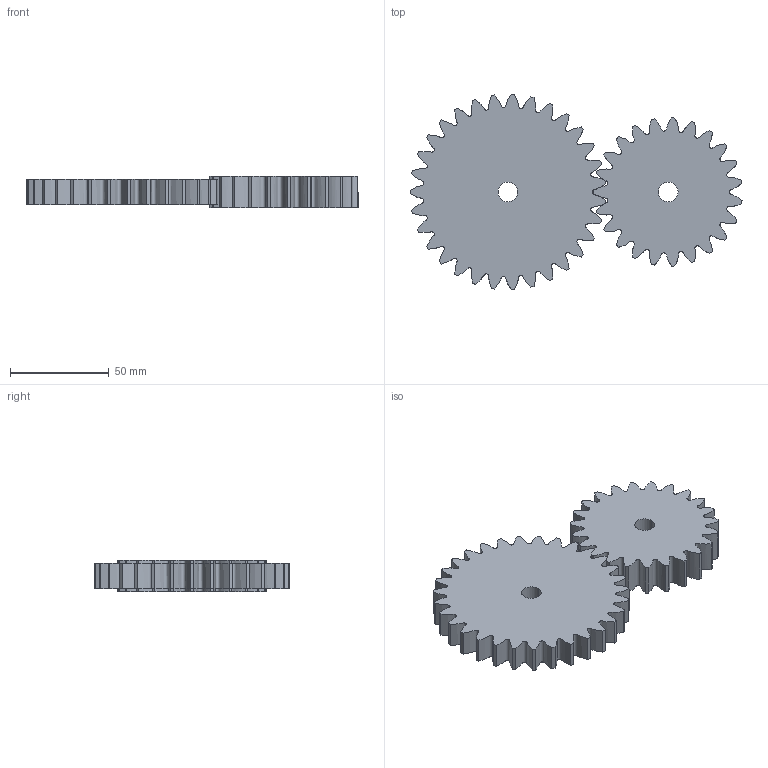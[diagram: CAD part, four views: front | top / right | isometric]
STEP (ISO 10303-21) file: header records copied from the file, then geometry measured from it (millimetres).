
FILE_DESCRIPTION (( 'STEP AP214' ), '1' );
FILE_NAME ('8.STEP', '2025-07-07T06:37:46', ( '' ), ( '' ), 'SwSTEP 2.0', 'SolidWorks 2022', '' );
FILE_SCHEMA (( 'AUTOMOTIVE_DESIGN' ));
Length unit declared in the file: millimetre
Products named in the file (3): SpurGear2_GearTrax; SpurGear1_GearTrax; 8
Assembly tree (2 placements, depth 2):
  8
    SpurGear1_GearTrax
    SpurGear2_GearTrax
Bounding box: 167.75 x 98.9 x 16 mm (x, y, z)
Volume: 137331.4 mm3; surface area: 35150.4 mm2
Topology: 2 solids, 2 shells, 116 faces, 336 edges, 224 vertices
Faces by surface type: cylinder 58, bspline 54, plane 4
Entity records: 14266 total; most frequent: CARTESIAN_POINT 11351, ORIENTED_EDGE 672, DIRECTION 478, EDGE_CURVE 336, VERTEX_POINT 224, AXIS2_PLACEMENT_3D 183, EDGE_LOOP 120, CIRCLE 116
